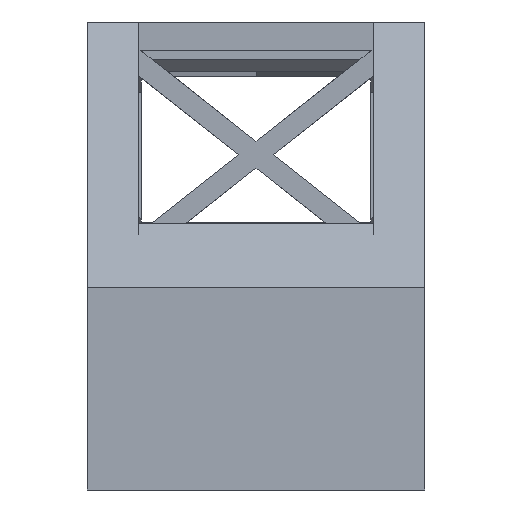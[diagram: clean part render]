
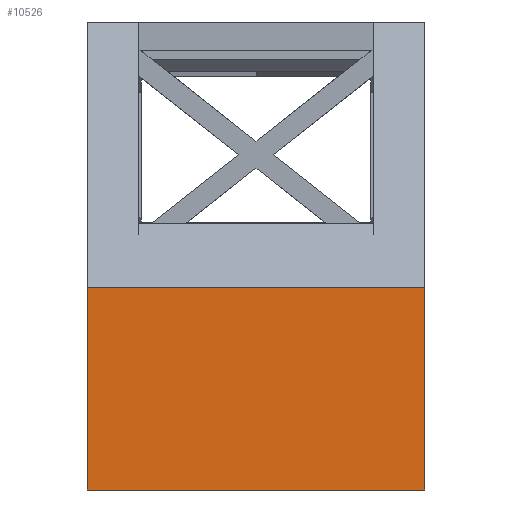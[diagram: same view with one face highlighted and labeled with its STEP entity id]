
A CAD part, left-side view. The second image highlights one B-rep face of the part: STEP entity #10526.
In plain terms, the highlighted planar face has unit normal (-1, 0, 0).
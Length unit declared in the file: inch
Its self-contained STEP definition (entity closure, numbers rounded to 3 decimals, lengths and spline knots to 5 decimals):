
#374=FACE_OUTER_BOUND('',#894,.T.);
#894=EDGE_LOOP('',(#8684,#8685,#8686,#8687));
#1865=LINE('',#15171,#3400);
#2300=LINE('',#16013,#3835);
#2306=LINE('',#16026,#3841);
#2307=LINE('',#16027,#3842);
#3400=VECTOR('',#12276,0.3937);
#3835=VECTOR('',#12983,0.3937);
#3841=VECTOR('',#12999,0.3937);
#3842=VECTOR('',#13000,0.3937);
#4726=VERTEX_POINT('',#15168);
#4727=VERTEX_POINT('',#15170);
#4998=VERTEX_POINT('',#16011);
#5000=VERTEX_POINT('',#16025);
#5925=EDGE_CURVE('',#4726,#4727,#1865,.T.);
#6360=EDGE_CURVE('',#4727,#4998,#2300,.T.);
#6366=EDGE_CURVE('',#4726,#5000,#2306,.T.);
#6367=EDGE_CURVE('',#5000,#4998,#2307,.T.);
#8684=ORIENTED_EDGE('',*,*,#6366,.T.);
#8685=ORIENTED_EDGE('',*,*,#6367,.T.);
#8686=ORIENTED_EDGE('',*,*,#6360,.F.);
#8687=ORIENTED_EDGE('',*,*,#5925,.F.);
#10052=PLANE('',#11014);
#10526=ADVANCED_FACE('',(#374),#10052,.T.);
#11014=AXIS2_PLACEMENT_3D('',#16024,#12997,#12998);
#12276=DIRECTION('',(0.,0.,-1.));
#12983=DIRECTION('',(0.,1.,0.));
#12997=DIRECTION('center_axis',(-1.,0.,0.));
#12998=DIRECTION('ref_axis',(0.,1.,0.));
#12999=DIRECTION('',(0.,1.,0.));
#13000=DIRECTION('',(0.,0.,-1.));
#15168=CARTESIAN_POINT('',(-10.84422,0.,-0.09843));
#15170=CARTESIAN_POINT('',(-10.84422,0.,-1.59843));
#15171=CARTESIAN_POINT('',(-10.84422,0.,-0.09843));
#16011=CARTESIAN_POINT('',(-10.84422,2.5,-1.59843));
#16013=CARTESIAN_POINT('',(-10.84422,2.5,-1.59843));
#16024=CARTESIAN_POINT('Origin',(-10.84422,0.,
-0.09843));
#16025=CARTESIAN_POINT('',(-10.84422,2.5,-0.09843));
#16026=CARTESIAN_POINT('',(-10.84422,0.,-0.09843));
#16027=CARTESIAN_POINT('',(-10.84422,2.5,-0.09843));
